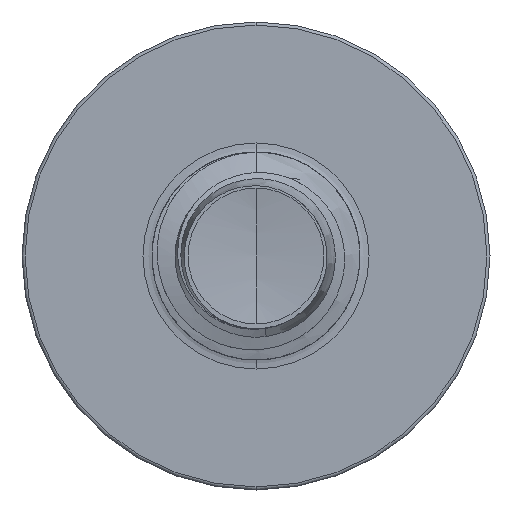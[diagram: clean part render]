
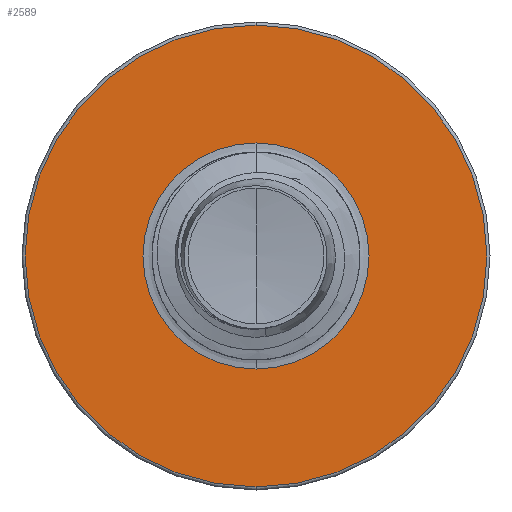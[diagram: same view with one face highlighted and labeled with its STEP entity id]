
A CAD part, front view. The second image highlights one B-rep face of the part: STEP entity #2589.
In plain terms, the highlighted planar face has unit normal (0, -1, 0).
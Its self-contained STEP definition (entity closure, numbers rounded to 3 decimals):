
#224 = FACE_BOUND ( 'NONE', #8853, .T. ) ;
#1527 = DIRECTION ( 'NONE',  ( 0., 0., 1. ) ) ;
#2099 = EDGE_LOOP ( 'NONE', ( #8729, #10987 ) ) ;
#2231 = CIRCLE ( 'NONE', #32710, 4.44 ) ;
#2589 = ADVANCED_FACE ( 'NONE', ( #6084, #224 ), #18187, .F. ) ;
#3995 = CARTESIAN_POINT ( 'NONE',  ( 0., 14., 0. ) ) ;
#6084 = FACE_OUTER_BOUND ( 'NONE', #2099, .T. ) ;
#6462 = EDGE_CURVE ( 'NONE', #20447, #7097, #26176, .T. ) ;
#6860 = DIRECTION ( 'NONE',  ( 0., 0., 1. ) ) ;
#7097 = VERTEX_POINT ( 'NONE', #12742 ) ;
#8729 = ORIENTED_EDGE ( 'NONE', *, *, #36144, .F. ) ;
#8853 = EDGE_LOOP ( 'NONE', ( #19941, #10756 ) ) ;
#9348 = CARTESIAN_POINT ( 'NONE',  ( 0., 14., 4.44 ) ) ;
#10313 = CIRCLE ( 'NONE', #25609, 2.174 ) ;
#10756 = ORIENTED_EDGE ( 'NONE', *, *, #6462, .T. ) ;
#10987 = ORIENTED_EDGE ( 'NONE', *, *, #21170, .F. ) ;
#12365 = DIRECTION ( 'NONE',  ( 0., 1., 0. ) ) ;
#12742 = CARTESIAN_POINT ( 'NONE',  ( 0., 14., 2.174 ) ) ;
#13312 = CIRCLE ( 'NONE', #19828, 4.44 ) ;
#14418 = DIRECTION ( 'NONE',  ( 0., 1., 0. ) ) ;
#14656 = VERTEX_POINT ( 'NONE', #9348 ) ;
#18063 = DIRECTION ( 'NONE',  ( 0., 0., 1. ) ) ;
#18102 = DIRECTION ( 'NONE',  ( 0., 1., 0. ) ) ;
#18187 = PLANE ( 'NONE',  #22203 ) ;
#18232 = CARTESIAN_POINT ( 'NONE',  ( 0., 14., -2.174 ) ) ;
#18709 = DIRECTION ( 'NONE',  ( 0., 1., 0. ) ) ;
#19828 = AXIS2_PLACEMENT_3D ( 'NONE', #3995, #24006, #6860 ) ;
#19941 = ORIENTED_EDGE ( 'NONE', *, *, #23104, .T. ) ;
#20447 = VERTEX_POINT ( 'NONE', #34022 ) ;
#21170 = EDGE_CURVE ( 'NONE', #34991, #14656, #2231, .T. ) ;
#22203 = AXIS2_PLACEMENT_3D ( 'NONE', #18232, #18102, #18063 ) ;
#23104 = EDGE_CURVE ( 'NONE', #7097, #20447, #10313, .T. ) ;
#24006 = DIRECTION ( 'NONE',  ( 0., 1., 0. ) ) ;
#25609 = AXIS2_PLACEMENT_3D ( 'NONE', #35712, #18709, #1527 ) ;
#26176 = CIRCLE ( 'NONE', #34276, 2.174 ) ;
#29450 = CARTESIAN_POINT ( 'NONE',  ( 0., 14., 0. ) ) ;
#31151 = CARTESIAN_POINT ( 'NONE',  ( 0., 14., -4.44 ) ) ;
#31508 = CARTESIAN_POINT ( 'NONE',  ( 0., 14., 0. ) ) ;
#32294 = DIRECTION ( 'NONE',  ( 0., 0., 1. ) ) ;
#32710 = AXIS2_PLACEMENT_3D ( 'NONE', #29450, #12365, #32294 ) ;
#34022 = CARTESIAN_POINT ( 'NONE',  ( 0., 14., -2.174 ) ) ;
#34276 = AXIS2_PLACEMENT_3D ( 'NONE', #31508, #14418, #34328 ) ;
#34328 = DIRECTION ( 'NONE',  ( 0., 0., 1. ) ) ;
#34991 = VERTEX_POINT ( 'NONE', #31151 ) ;
#35712 = CARTESIAN_POINT ( 'NONE',  ( 0., 14., 0. ) ) ;
#36144 = EDGE_CURVE ( 'NONE', #14656, #34991, #13312, .T. ) ;
